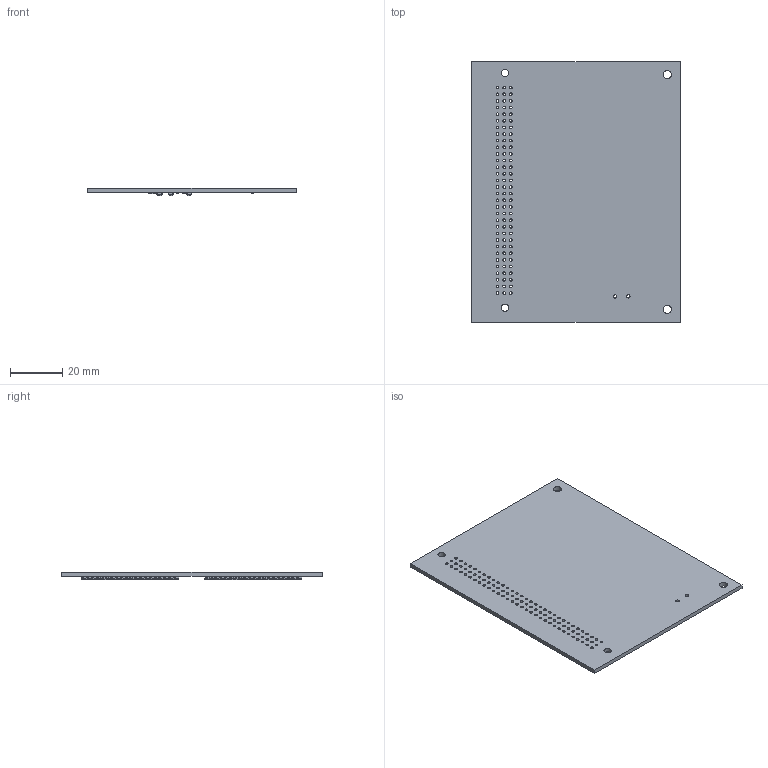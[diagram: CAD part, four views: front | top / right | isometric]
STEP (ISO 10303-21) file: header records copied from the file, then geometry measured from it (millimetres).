
FILE_DESCRIPTION(('KiCad electronic assembly'),'2;1');
FILE_NAME('siplace_feeder_controller_adapter.step','2020-02-09T13:25:49' ,('An Author'),('A Company'),'Open CASCADE STEP processor 6.9', 'KiCad to STEP converter','Unknown');
FILE_SCHEMA(('AUTOMOTIVE_DESIGN { 1 0 10303 214 1 1 1 1 }'));
Length unit declared in the file: millimetre
Products named in the file (6): Open CASCADE STEP translator 6.9 1; R_0603_1608Metric; SOLID; SOT-23; COMPOUND
Assembly tree (144 placements, depth 3):
  Open CASCADE STEP translator 6.9 1
    R_0603_1608Metric  x81
      SOLID
    SOT-23  x60
      SOLID
    COMPOUND
Bounding box: 80 x 100 x 2.85 mm (x, y, z)
Volume: 12934.2 mm3; surface area: 18485.1 mm2
Topology: 142 solids, 142 shells, 6774 faces, 16626 edges, 10136 vertices
Faces by surface type: plane 3684, bspline 1620, cylinder 1470
Full cylindrical faces by diameter (mm): 1.015 x96, 1.3 x2, 2.79 x2, 3.2 x2
Entity records: 16319 total; most frequent: CARTESIAN_POINT 2697, DIRECTION 2497, ORIENTED_EDGE 1132, PCURVE 1132, DEFINITIONAL_REPRESENTATION 1132, LINE 1129, VECTOR 1129, AXIS2_PLACEMENT_3D 572
